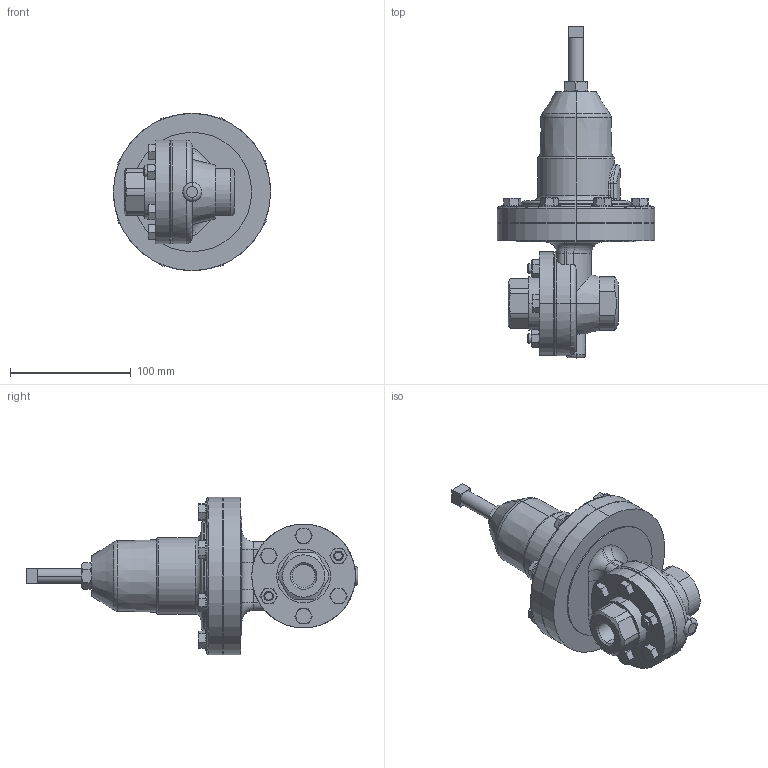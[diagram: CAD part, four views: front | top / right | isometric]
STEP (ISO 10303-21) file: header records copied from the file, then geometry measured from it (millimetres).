
FILE_DESCRIPTION (( 'STEP AP203' ), '1' );
FILE_NAME ('63-050-DI+BR-PT.STEP', '2017-07-25T10:48:46', ( '' ), ( '' ), 'SwSTEP 2.0', 'SolidWorks 2014', '' );
FILE_SCHEMA (( 'CONFIG_CONTROL_DESIGN' ));
Length unit declared in the file: inch
Products named in the file (2): 63-050-DI+BR-PT
Bounding box: 130.05 x 274.49 x 130.05 mm (x, y, z)
Volume: 954622.7 mm3; surface area: 110375.6 mm2
Topology: 1 solids, 1 shells, 435 faces, 1013 edges, 613 vertices
Faces by surface type: plane 166, cone 129, cylinder 103, torus 26, bspline 11
Entity records: 14581 total; most frequent: CARTESIAN_POINT 4737, ORIENTED_EDGE 2022, DIRECTION 2010, EDGE_CURVE 1011, AXIS2_PLACEMENT_3D 841, VERTEX_POINT 613, EDGE_LOOP 496, FACE_OUTER_BOUND 435
